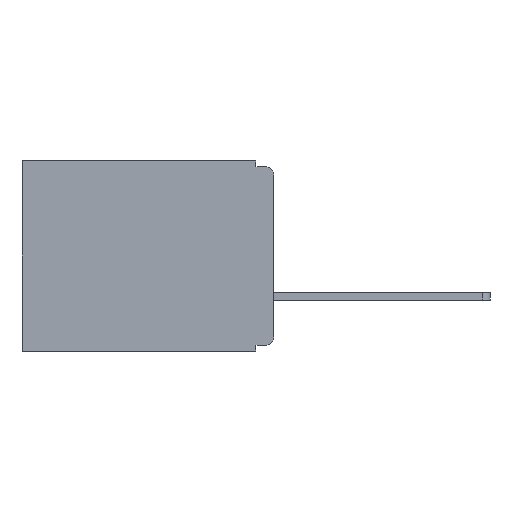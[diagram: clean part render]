
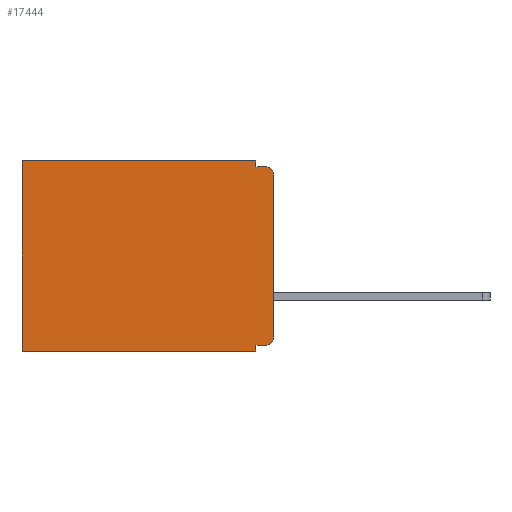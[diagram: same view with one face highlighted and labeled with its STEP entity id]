
A CAD part, left-side view. The second image highlights one B-rep face of the part: STEP entity #17444.
In plain terms, the highlighted planar face has unit normal (-1, 0, 0).
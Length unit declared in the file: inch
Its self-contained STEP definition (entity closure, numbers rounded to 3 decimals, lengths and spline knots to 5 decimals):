
#447 = DIRECTION ( 'NONE',  ( -1., 0., 0. ) ) ;
#1272 = ORIENTED_EDGE ( 'NONE', *, *, #21396, .F. ) ;
#1736 = VERTEX_POINT ( 'NONE', #10734 ) ;
#1938 = DIRECTION ( 'NONE',  ( 0., 0., -1. ) ) ;
#2113 = CARTESIAN_POINT ( 'NONE',  ( 0.3, 0.015, -0.305 ) ) ;
#2297 = DIRECTION ( 'NONE',  ( 1., 0., 0. ) ) ;
#3139 = LINE ( 'NONE', #15730, #13754 ) ;
#3335 = CIRCLE ( 'NONE', #12334, 0.015 ) ;
#3478 = VERTEX_POINT ( 'NONE', #16819 ) ;
#3905 = EDGE_CURVE ( 'NONE', #21186, #9997, #21691, .T. ) ;
#4172 = ORIENTED_EDGE ( 'NONE', *, *, #5001, .F. ) ;
#4389 = DIRECTION ( 'NONE',  ( 0., 0., -1. ) ) ;
#4436 = VERTEX_POINT ( 'NONE', #8879 ) ;
#4609 = DIRECTION ( 'NONE',  ( 0., 1., 0. ) ) ;
#5001 = EDGE_CURVE ( 'NONE', #4436, #17509, #3139, .T. ) ;
#5131 = FACE_OUTER_BOUND ( 'NONE', #23921, .T. ) ;
#5276 = CARTESIAN_POINT ( 'NONE',  ( 0.3, 0., -0.025 ) ) ;
#5366 = CARTESIAN_POINT ( 'NONE',  ( 0.3, 0., 0. ) ) ;
#5467 = VERTEX_POINT ( 'NONE', #20944 ) ;
#5731 = EDGE_CURVE ( 'NONE', #10850, #4436, #27852, .T. ) ;
#7694 = CARTESIAN_POINT ( 'NONE',  ( 0.3, 0.015, -0.01 ) ) ;
#7722 = EDGE_CURVE ( 'NONE', #5467, #22620, #16497, .T. ) ;
#8146 = CARTESIAN_POINT ( 'NONE',  ( 0.3, 0., -0.01 ) ) ;
#8387 = ORIENTED_EDGE ( 'NONE', *, *, #27444, .T. ) ;
#8509 = ORIENTED_EDGE ( 'NONE', *, *, #14516, .T. ) ;
#8547 = DIRECTION ( 'NONE',  ( 0., 0., -1. ) ) ;
#8879 = CARTESIAN_POINT ( 'NONE',  ( 0.3, 0.031, -0.33 ) ) ;
#9213 = CIRCLE ( 'NONE', #27081, 0.015 ) ;
#9997 = VERTEX_POINT ( 'NONE', #10609 ) ;
#10183 = DIRECTION ( 'NONE',  ( 0., 0., -1. ) ) ;
#10609 = CARTESIAN_POINT ( 'NONE',  ( 0.3, 0., -0.305 ) ) ;
#10734 = CARTESIAN_POINT ( 'NONE',  ( 0.3, 0.015, -0.32 ) ) ;
#10846 = ORIENTED_EDGE ( 'NONE', *, *, #3905, .F. ) ;
#10850 = VERTEX_POINT ( 'NONE', #16064 ) ;
#11870 = EDGE_CURVE ( 'NONE', #22620, #17509, #15984, .T. ) ;
#12329 = DIRECTION ( 'NONE',  ( 0., 1., 0. ) ) ;
#12334 = AXIS2_PLACEMENT_3D ( 'NONE', #2113, #18037, #4389 ) ;
#12472 = CARTESIAN_POINT ( 'NONE',  ( 0.3, 0., -0.33 ) ) ;
#13031 = CARTESIAN_POINT ( 'NONE',  ( 0.3, 0.031, -0.33 ) ) ;
#13299 = AXIS2_PLACEMENT_3D ( 'NONE', #15898, #2297, #18215 ) ;
#13754 = VECTOR ( 'NONE', #17658, 39.37008 ) ;
#14047 = CARTESIAN_POINT ( 'NONE',  ( 0.3, 0.015, -0.025 ) ) ;
#14516 = EDGE_CURVE ( 'NONE', #21186, #16488, #9213, .T. ) ;
#15730 = CARTESIAN_POINT ( 'NONE',  ( 0.3, 0., -0.33 ) ) ;
#15898 = CARTESIAN_POINT ( 'NONE',  ( 0.3, 0., -0.33 ) ) ;
#15984 = LINE ( 'NONE', #17742, #27271 ) ;
#16064 = CARTESIAN_POINT ( 'NONE',  ( 0.3, 0.031, -0.32 ) ) ;
#16088 = CARTESIAN_POINT ( 'NONE',  ( 0.3, 0.437, -0.33 ) ) ;
#16206 = DIRECTION ( 'NONE',  ( 0., 0., -1. ) ) ;
#16345 = LINE ( 'NONE', #27450, #21695 ) ;
#16352 = DIRECTION ( 'NONE',  ( 0., 0., -1. ) ) ;
#16488 = VERTEX_POINT ( 'NONE', #7694 ) ;
#16497 = LINE ( 'NONE', #5366, #21843 ) ;
#16819 = CARTESIAN_POINT ( 'NONE',  ( 0.3, 0.031, -0.01 ) ) ;
#17014 = VECTOR ( 'NONE', #12329, 39.37008 ) ;
#17444 = ADVANCED_FACE ( 'NONE', ( #5131 ), #24820, .F. ) ;
#17509 = VERTEX_POINT ( 'NONE', #16088 ) ;
#17658 = DIRECTION ( 'NONE',  ( 0., 1., 0. ) ) ;
#17678 = LINE ( 'NONE', #8146, #22287 ) ;
#17742 = CARTESIAN_POINT ( 'NONE',  ( 0.3, 0.437, -0.33 ) ) ;
#17861 = CARTESIAN_POINT ( 'NONE',  ( 0.3, 0.437, 0. ) ) ;
#18037 = DIRECTION ( 'NONE',  ( -1., 0., 0. ) ) ;
#18215 = DIRECTION ( 'NONE',  ( 0., 0., -1. ) ) ;
#20256 = VECTOR ( 'NONE', #10183, 39.37008 ) ;
#20878 = ORIENTED_EDGE ( 'NONE', *, *, #7722, .T. ) ;
#20944 = CARTESIAN_POINT ( 'NONE',  ( 0.3, 0.031, 0. ) ) ;
#21186 = VERTEX_POINT ( 'NONE', #5276 ) ;
#21194 = VECTOR ( 'NONE', #1938, 39.37008 ) ;
#21396 = EDGE_CURVE ( 'NONE', #3478, #16488, #17678, .T. ) ;
#21691 = LINE ( 'NONE', #12472, #20256 ) ;
#21695 = VECTOR ( 'NONE', #16206, 39.37008 ) ;
#21843 = VECTOR ( 'NONE', #4609, 39.37008 ) ;
#22287 = VECTOR ( 'NONE', #26270, 39.37008 ) ;
#22620 = VERTEX_POINT ( 'NONE', #17861 ) ;
#22971 = ORIENTED_EDGE ( 'NONE', *, *, #24930, .F. ) ;
#23716 = ORIENTED_EDGE ( 'NONE', *, *, #26365, .F. ) ;
#23921 = EDGE_LOOP ( 'NONE', ( #10846, #8509, #1272, #22971, #20878, #27538, #4172, #24932, #23716, #8387 ) ) ;
#24820 = PLANE ( 'NONE',  #13299 ) ;
#24930 = EDGE_CURVE ( 'NONE', #5467, #3478, #16345, .T. ) ;
#24932 = ORIENTED_EDGE ( 'NONE', *, *, #5731, .F. ) ;
#26270 = DIRECTION ( 'NONE',  ( 0., -1., 0. ) ) ;
#26365 = EDGE_CURVE ( 'NONE', #1736, #10850, #28983, .T. ) ;
#27081 = AXIS2_PLACEMENT_3D ( 'NONE', #14047, #447, #16352 ) ;
#27271 = VECTOR ( 'NONE', #8547, 39.37008 ) ;
#27444 = EDGE_CURVE ( 'NONE', #1736, #9997, #3335, .T. ) ;
#27450 = CARTESIAN_POINT ( 'NONE',  ( 0.3, 0.031, 0. ) ) ;
#27538 = ORIENTED_EDGE ( 'NONE', *, *, #11870, .T. ) ;
#27852 = LINE ( 'NONE', #13031, #21194 ) ;
#28166 = CARTESIAN_POINT ( 'NONE',  ( 0.3, 0., -0.32 ) ) ;
#28983 = LINE ( 'NONE', #28166, #17014 ) ;
